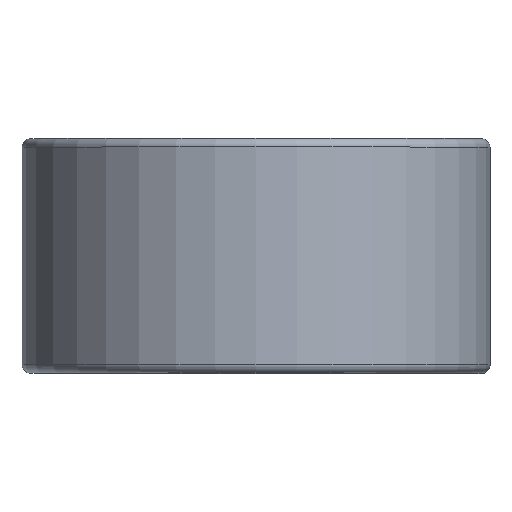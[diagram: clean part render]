
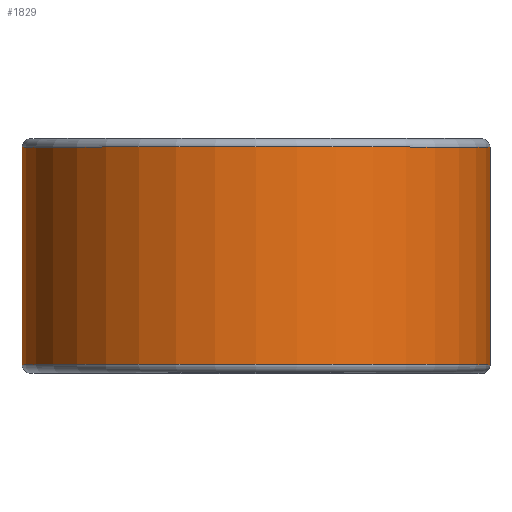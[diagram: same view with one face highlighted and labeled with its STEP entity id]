
A CAD part, top view. The second image highlights one B-rep face of the part: STEP entity #1829.
In plain terms, the highlighted cylindrical face has radius 20.574 mm (diameter 41.148 mm), a partial arc.
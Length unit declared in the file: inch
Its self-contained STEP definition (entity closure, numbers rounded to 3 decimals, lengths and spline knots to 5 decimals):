
#90 = ORIENTED_EDGE ( 'NONE', *, *, #589, .T. ) ;
#130 = AXIS2_PLACEMENT_3D ( 'NONE', #719, #1998, #892 ) ;
#240 = DIRECTION ( 'NONE',  ( 0., -1., 0. ) ) ;
#278 = VECTOR ( 'NONE', #1075, 39.37008 ) ;
#329 = AXIS2_PLACEMENT_3D ( 'NONE', #1320, #240, #1490 ) ;
#337 = LINE ( 'NONE', #1602, #278 ) ;
#353 = CARTESIAN_POINT ( 'NONE',  ( 0.81, 0.37625, 0. ) ) ;
#461 = EDGE_LOOP ( 'NONE', ( #1543, #90, #860, #1694 ) ) ;
#496 = CARTESIAN_POINT ( 'NONE',  ( 0., 0.37625, -0.81 ) ) ;
#518 = CYLINDRICAL_SURFACE ( 'NONE', #2311, 0.81 ) ;
#589 = EDGE_CURVE ( 'NONE', #1169, #1524, #1791, .T. ) ;
#718 = LINE ( 'NONE', #1800, #857 ) ;
#719 = CARTESIAN_POINT ( 'NONE',  ( 0., -0.37625, 0. ) ) ;
#766 = CARTESIAN_POINT ( 'NONE',  ( 0.81, -0.37625, 0. ) ) ;
#800 = EDGE_CURVE ( 'NONE', #1772, #1524, #337, .T. ) ;
#857 = VECTOR ( 'NONE', #1070, 39.37008 ) ;
#860 = ORIENTED_EDGE ( 'NONE', *, *, #800, .F. ) ;
#892 = DIRECTION ( 'NONE',  ( 0., 0., -1. ) ) ;
#939 = DIRECTION ( 'NONE',  ( 0., 0., -1. ) ) ;
#1070 = DIRECTION ( 'NONE',  ( 0., 1., 0. ) ) ;
#1075 = DIRECTION ( 'NONE',  ( 0., 1., 0. ) ) ;
#1169 = VERTEX_POINT ( 'NONE', #353 ) ;
#1189 = EDGE_CURVE ( 'NONE', #2188, #1772, #1769, .T. ) ;
#1194 = EDGE_CURVE ( 'NONE', #2188, #1169, #718, .T. ) ;
#1320 = CARTESIAN_POINT ( 'NONE',  ( 0., 0.37625, 0. ) ) ;
#1490 = DIRECTION ( 'NONE',  ( 0., 0., -1. ) ) ;
#1524 = VERTEX_POINT ( 'NONE', #496 ) ;
#1543 = ORIENTED_EDGE ( 'NONE', *, *, #1194, .T. ) ;
#1602 = CARTESIAN_POINT ( 'NONE',  ( 0., 0.37625, -0.81 ) ) ;
#1688 = FACE_OUTER_BOUND ( 'NONE', #461, .T. ) ;
#1694 = ORIENTED_EDGE ( 'NONE', *, *, #1189, .F. ) ;
#1769 = CIRCLE ( 'NONE', #130, 0.81 ) ;
#1772 = VERTEX_POINT ( 'NONE', #2340 ) ;
#1791 = CIRCLE ( 'NONE', #329, 0.81 ) ;
#1800 = CARTESIAN_POINT ( 'NONE',  ( 0.81, 0.37625, 0. ) ) ;
#1829 = ADVANCED_FACE ( 'NONE', ( #1688 ), #518, .T. ) ;
#1845 = DIRECTION ( 'NONE',  ( 0., -1., 0. ) ) ;
#1998 = DIRECTION ( 'NONE',  ( 0., -1., 0. ) ) ;
#2188 = VERTEX_POINT ( 'NONE', #766 ) ;
#2211 = CARTESIAN_POINT ( 'NONE',  ( 0., 0.375, 0. ) ) ;
#2311 = AXIS2_PLACEMENT_3D ( 'NONE', #2211, #1845, #939 ) ;
#2340 = CARTESIAN_POINT ( 'NONE',  ( 0., -0.37625, -0.81 ) ) ;
